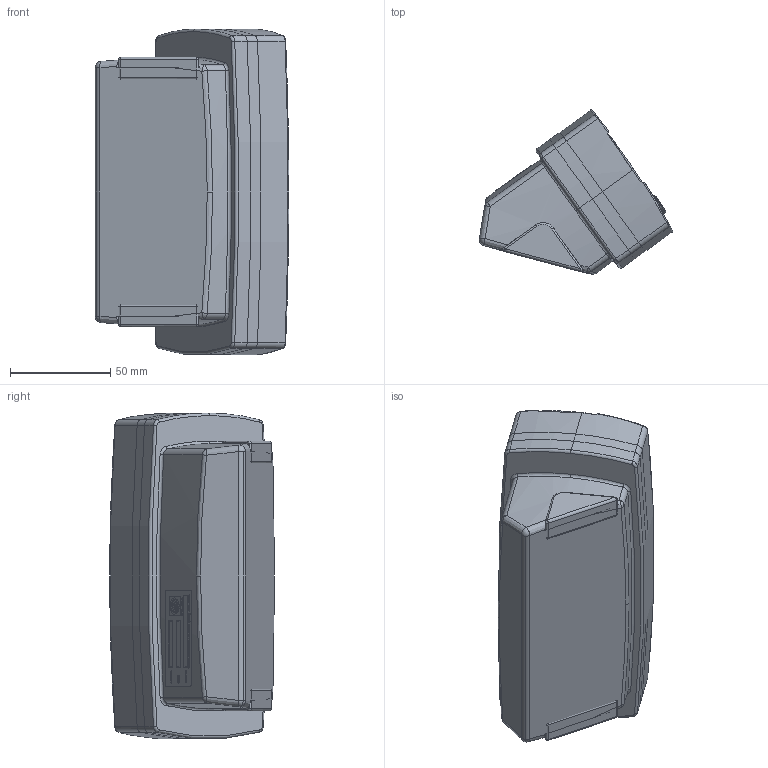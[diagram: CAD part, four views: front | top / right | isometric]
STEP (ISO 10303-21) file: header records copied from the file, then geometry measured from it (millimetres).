
FILE_DESCRIPTION (( 'STEP AP214' ), '1' );
FILE_NAME ('250-2201 X1 (STEP).STEP', '2024-08-03T16:00:27', ( '' ), ( '' ), 'SwSTEP 2.0', 'SolidWorks 2021', '' );
FILE_SCHEMA (( 'AUTOMOTIVE_DESIGN' ));
Length unit declared in the file: inch
Products named in the file (1): 250-2201 X1 (STEP)
Bounding box: 96.51 x 82.05 x 162.56 mm (x, y, z)
Volume: 677557.3 mm3; surface area: 109684.3 mm2
Topology: 12 solids, 12 shells, 479 faces, 1605 edges, 1268 vertices
Faces by surface type: plane 249, bspline 101, cylinder 98, torus 24, sphere 7
Entity records: 34840 total; most frequent: CARTESIAN_POINT 15119, ORIENTED_EDGE 3210, DIRECTION 2092, EDGE_CURVE 1605, VERTEX_POINT 1268, LINE 846, VECTOR 846, AXIS2_PLACEMENT_3D 623
